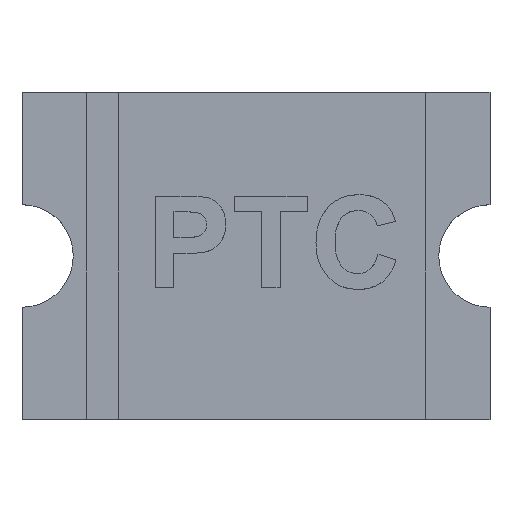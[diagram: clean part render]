
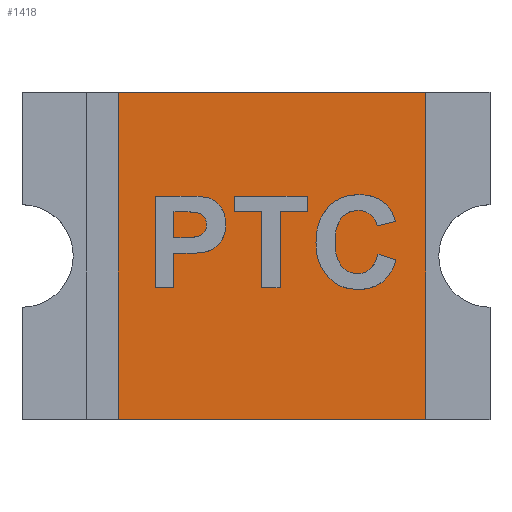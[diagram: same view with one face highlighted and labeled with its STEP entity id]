
A CAD part, top view. The second image highlights one B-rep face of the part: STEP entity #1418.
In plain terms, the highlighted planar face has unit normal (0, 0, 1).
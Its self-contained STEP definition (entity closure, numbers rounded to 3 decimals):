
#189=FACE_OUTER_BOUND('',#270,.T.);
#270=EDGE_LOOP('',(#1055,#1056,#1057,#1058));
#370=LINE('',#2019,#509);
#374=LINE('',#2027,#513);
#377=LINE('',#2033,#516);
#380=LINE('',#2038,#519);
#509=VECTOR('',#1736,10.);
#513=VECTOR('',#1742,10.);
#516=VECTOR('',#1747,10.);
#519=VECTOR('',#1752,10.);
#636=VERTEX_POINT('',#2017);
#637=VERTEX_POINT('',#2018);
#640=VERTEX_POINT('',#2026);
#642=VERTEX_POINT('',#2032);
#786=EDGE_CURVE('',#636,#637,#370,.T.);
#790=EDGE_CURVE('',#637,#640,#374,.T.);
#793=EDGE_CURVE('',#640,#642,#377,.T.);
#796=EDGE_CURVE('',#642,#636,#380,.T.);
#1055=ORIENTED_EDGE('',*,*,#793,.F.);
#1056=ORIENTED_EDGE('',*,*,#790,.F.);
#1057=ORIENTED_EDGE('',*,*,#786,.F.);
#1058=ORIENTED_EDGE('',*,*,#796,.F.);
#1366=PLANE('',#1593);
#1418=ADVANCED_FACE('',(#189),#1366,.T.);
#1593=AXIS2_PLACEMENT_3D('',#2041,#1756,#1757);
#1736=DIRECTION('',(0.,1.,0.));
#1742=DIRECTION('',(1.,0.,0.));
#1747=DIRECTION('',(0.,-1.,0.));
#1752=DIRECTION('',(-1.,0.,0.));
#1756=DIRECTION('center_axis',(0.,0.,1.));
#1757=DIRECTION('ref_axis',(1.,0.,0.));
#2017=CARTESIAN_POINT('',(1.5,0.,0.8));
#2018=CARTESIAN_POINT('',(1.5,5.1,0.8));
#2019=CARTESIAN_POINT('',(1.5,3.825,0.8));
#2026=CARTESIAN_POINT('',(6.3,5.1,0.8));
#2027=CARTESIAN_POINT('',(5.1,5.1,0.8));
#2032=CARTESIAN_POINT('',(6.3,0.,0.8));
#2033=CARTESIAN_POINT('',(6.3,1.275,0.8));
#2038=CARTESIAN_POINT('',(2.7,0.,0.8));
#2041=CARTESIAN_POINT('Origin',(3.9,2.55,0.8));
